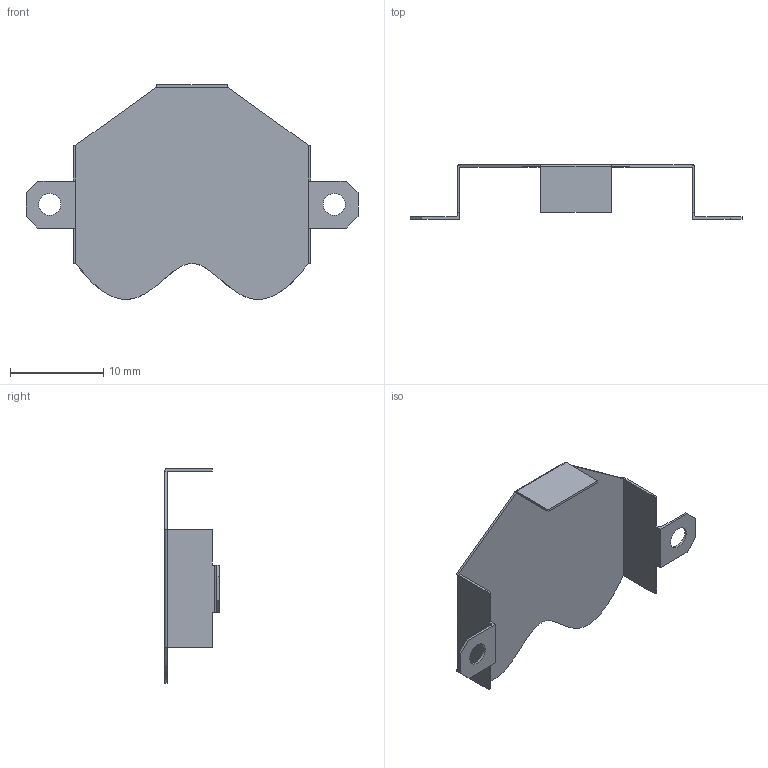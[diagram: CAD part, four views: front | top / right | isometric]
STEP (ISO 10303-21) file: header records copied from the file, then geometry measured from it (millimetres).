
FILE_DESCRIPTION (( 'STEP AP214' ), '1' );
FILE_NAME ('User Library-Keystone 3008 Battery Holder.STEP', '2013-03-04T23:49:49', ( 'Windows User' ), ( '' ), 'SwSTEP 2.0', 'SolidWorks 2013', '' );
FILE_SCHEMA (( 'AUTOMOTIVE_DESIGN' ));
Length unit declared in the file: inch
Products named in the file (1): User Library-Keystone 3008 Battery Holder
Bounding box: 35.56 x 5.84 x 22.99 mm (x, y, z)
Volume: 174.2 mm3; surface area: 1407.4 mm2
Topology: 1 solids, 1 shells, 46 faces, 120 edges, 76 vertices
Faces by surface type: plane 35, cylinder 9, bspline 2
Entity records: 1446 total; most frequent: CARTESIAN_POINT 269, ORIENTED_EDGE 240, DIRECTION 224, EDGE_CURVE 120, VECTOR 98, LINE 98, VERTEX_POINT 76, AXIS2_PLACEMENT_3D 63
